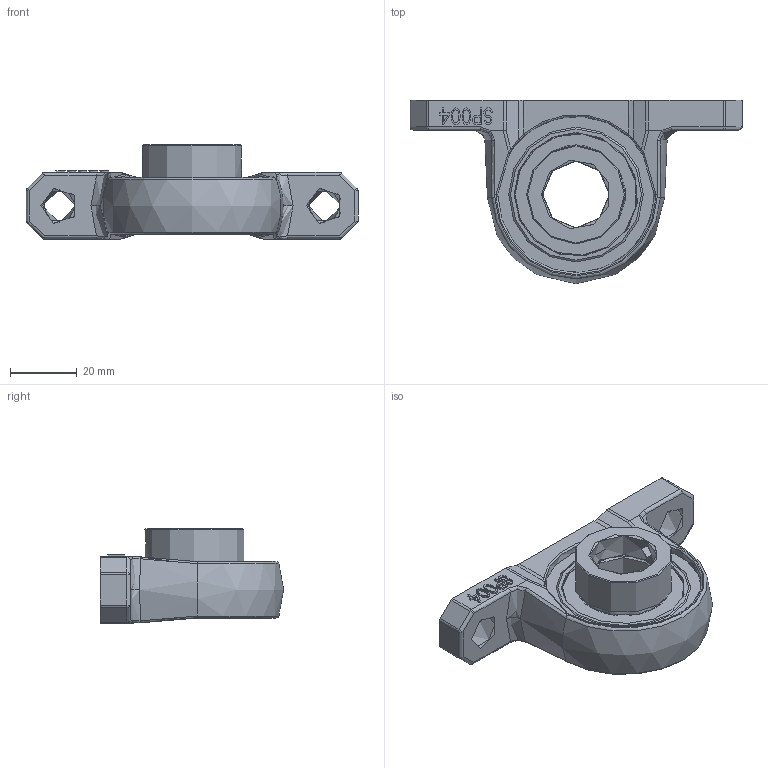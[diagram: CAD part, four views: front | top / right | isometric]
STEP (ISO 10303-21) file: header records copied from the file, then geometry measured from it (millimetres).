
FILE_DESCRIPTION(/* description */ (''),/* implementation_level */ '2;1');
FILE_NAME(/* name */ 'MUP004.stp',/* time_stamp */ '2016-02-03T15:31:50+01:00',/* author */ ('fje'),/* organization */ (''),/* preprocessor_version */ 'ST-DEVELOPER v15.2',/* originating_system */ 'Autodesk Inventor 2014',/* authorisation */ '');
FILE_SCHEMA (('AUTOMOTIVE_DESIGN { 1 0 10303 214 3 1 1 }'));
Length unit declared in the file: millimetre
Products named in the file (1): Part88
Bounding box: 99.6 x 55 x 28.3 mm (x, y, z)
Volume: 41459.9 mm3; surface area: 18378.2 mm2
Topology: 2 solids, 2 shells, 356 faces, 932 edges, 599 vertices
Faces by surface type: plane 233, cylinder 50, bspline 47, cone 12, sphere 8, torus 6
Full cylindrical faces by diameter (mm): 4.3 x2, 10 x2, 20 x1, 20.2 x1, 25.2 x1, 26.8 x2, 27.4 x2, 29.7 x1, 36.6 x2, 37.2 x2, 47 x2
Entity records: 12968 total; most frequent: CARTESIAN_POINT 4168, ORIENTED_EDGE 1790, DIRECTION 1606, EDGE_CURVE 895, LINE 636, VECTOR 636, VERTEX_POINT 592, AXIS2_PLACEMENT_3D 485
